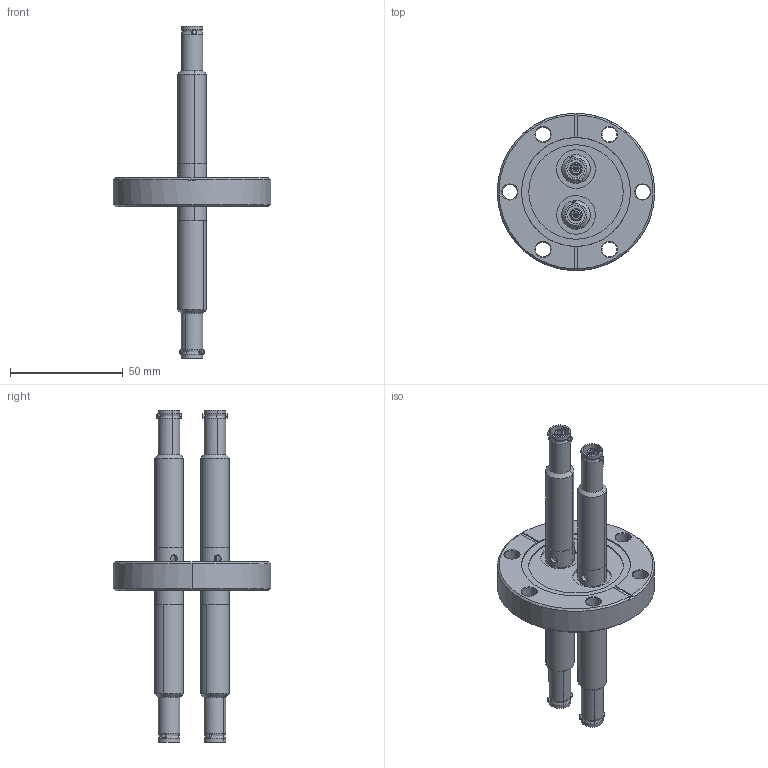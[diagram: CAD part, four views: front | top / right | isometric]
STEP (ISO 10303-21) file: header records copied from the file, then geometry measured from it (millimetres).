
FILE_DESCRIPTION (( 'STEP AP203' ), '1' );
FILE_NAME ('A8272-3-CF.STEP', '2013-08-29T12:36:02', ( '' ), ( '' ), 'SwSTEP 2.0', 'SolidWorks 2012', '' );
FILE_SCHEMA (( 'CONFIG_CONTROL_DESIGN' ));
Length unit declared in the file: inch
Products named in the file (1): A8272-3-CF
Bounding box: 69.85 x 69.85 x 147.32 mm (x, y, z)
Volume: 57197.7 mm3; surface area: 38281.3 mm2
Topology: 1 solids, 9 shells, 452 faces, 1028 edges, 663 vertices
Faces by surface type: cylinder 218, plane 107, cone 71, bspline 56
Entity records: 14386 total; most frequent: CARTESIAN_POINT 3884, DIRECTION 2369, ORIENTED_EDGE 2056, AXIS2_PLACEMENT_3D 1032, EDGE_CURVE 1028, VERTEX_POINT 663, CIRCLE 635, EDGE_LOOP 549
